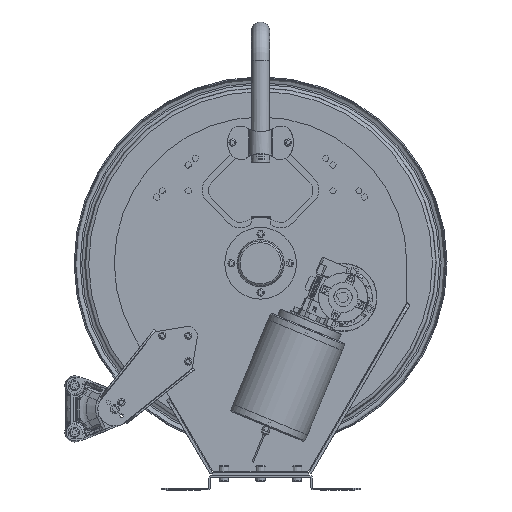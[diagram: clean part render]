
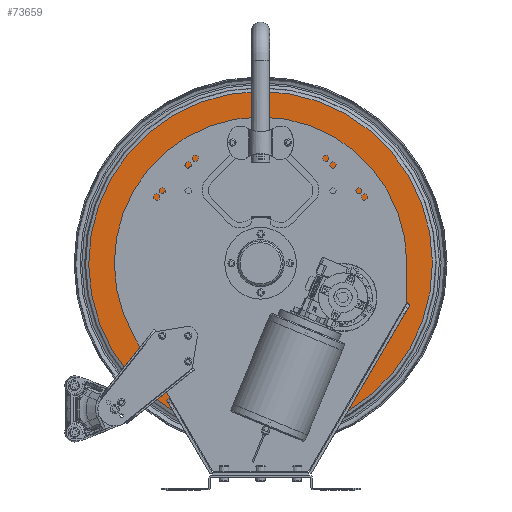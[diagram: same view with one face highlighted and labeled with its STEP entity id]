
A CAD part, front view. The second image highlights one B-rep face of the part: STEP entity #73659.
In plain terms, the highlighted planar face has unit normal (0, -1, 0).
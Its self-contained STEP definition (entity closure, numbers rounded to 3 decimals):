
#4316=CIRCLE('',#78013,235.);
#4489=CIRCLE('',#78371,164.);
#14531=ORIENTED_EDGE('',*,*,#23726,.F.);
#14532=ORIENTED_EDGE('',*,*,#24144,.T.);
#23726=EDGE_CURVE('',#29375,#29375,#4316,.T.);
#24144=EDGE_CURVE('',#29649,#29649,#4489,.T.);
#29375=VERTEX_POINT('',#111556);
#29649=VERTEX_POINT('',#113097);
#41065=EDGE_LOOP('',(#14531));
#41066=EDGE_LOOP('',(#14532));
#45418=FACE_BOUND('',#41065,.T.);
#45419=FACE_BOUND('',#41066,.T.);
#48100=PLANE('',#78370);
#73659=ADVANCED_FACE('',(#45418,#45419),#48100,.F.);
#78013=AXIS2_PLACEMENT_3D('',#111555,#88880,#88881);
#78370=AXIS2_PLACEMENT_3D('',#113095,#89776,#89777);
#78371=AXIS2_PLACEMENT_3D('',#113096,#89778,#89779);
#88880=DIRECTION('',(0.,1.,0.));
#88881=DIRECTION('',(0.007,0.,-1.));
#89776=DIRECTION('',(0.,1.,0.));
#89777=DIRECTION('',(0.007,0.,-1.));
#89778=DIRECTION('',(0.,1.,0.));
#89779=DIRECTION('',(0.007,0.,-1.));
#111555=CARTESIAN_POINT('',(0.,-188.,301.541));
#111556=CARTESIAN_POINT('',(1.655,-188.,66.547));
#113095=CARTESIAN_POINT('',(0.,-188.,301.541));
#113096=CARTESIAN_POINT('',(0.,-188.,301.541));
#113097=CARTESIAN_POINT('',(1.155,-188.,137.546));
